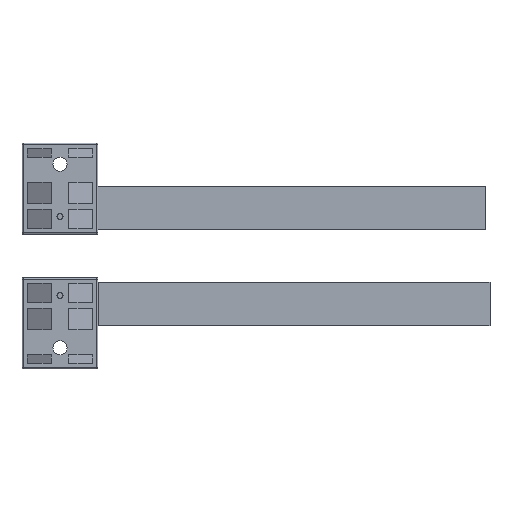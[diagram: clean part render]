
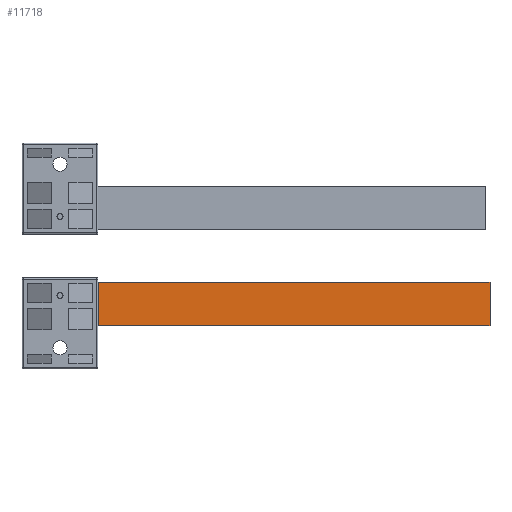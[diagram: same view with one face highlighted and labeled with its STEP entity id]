
A CAD part, front view. The second image highlights one B-rep face of the part: STEP entity #11718.
In plain terms, the highlighted face is planar.
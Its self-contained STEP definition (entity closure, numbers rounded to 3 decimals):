
#520 = CARTESIAN_POINT ( 'NONE',  ( 0., 20., 1.1 ) ) ;
#1156 = VERTEX_POINT ( 'NONE', #1816 ) ;
#1195 = DIRECTION ( 'NONE',  ( 0., -1., 0. ) ) ;
#1788 = VECTOR ( 'NONE', #9871, 1000. ) ;
#1816 = CARTESIAN_POINT ( 'NONE',  ( -180.174, 0., 1.1 ) ) ;
#1941 = EDGE_CURVE ( 'NONE', #8414, #5331, #8873, .T. ) ;
#2289 = CARTESIAN_POINT ( 'NONE',  ( 0., 0., 1.1 ) ) ;
#2911 = CARTESIAN_POINT ( 'NONE',  ( 0., 0., 1.1 ) ) ;
#3087 = PLANE ( 'NONE',  #6513 ) ;
#4157 = EDGE_CURVE ( 'NONE', #1156, #5331, #12198, .T. ) ;
#4320 = CARTESIAN_POINT ( 'NONE',  ( 0., 20., 1.1 ) ) ;
#4519 = EDGE_LOOP ( 'NONE', ( #7606, #9657, #11789, #8640 ) ) ;
#5331 = VERTEX_POINT ( 'NONE', #2911 ) ;
#5420 = VECTOR ( 'NONE', #5503, 1000. ) ;
#5503 = DIRECTION ( 'NONE',  ( 1., 0., 0. ) ) ;
#5773 = EDGE_CURVE ( 'NONE', #8646, #1156, #6187, .T. ) ;
#5874 = CARTESIAN_POINT ( 'NONE',  ( 0., 20., 1.1 ) ) ;
#6187 = LINE ( 'NONE', #10192, #7814 ) ;
#6513 = AXIS2_PLACEMENT_3D ( 'NONE', #520, #12337, #12398 ) ;
#7176 = VECTOR ( 'NONE', #9320, 1000. ) ;
#7366 = CARTESIAN_POINT ( 'NONE',  ( 0., 20., 1.1 ) ) ;
#7606 = ORIENTED_EDGE ( 'NONE', *, *, #4157, .T. ) ;
#7814 = VECTOR ( 'NONE', #1195, 1000. ) ;
#8414 = VERTEX_POINT ( 'NONE', #7366 ) ;
#8640 = ORIENTED_EDGE ( 'NONE', *, *, #5773, .T. ) ;
#8644 = EDGE_CURVE ( 'NONE', #8646, #8414, #11416, .T. ) ;
#8646 = VERTEX_POINT ( 'NONE', #12511 ) ;
#8873 = LINE ( 'NONE', #5874, #1788 ) ;
#9320 = DIRECTION ( 'NONE',  ( 1., 0., 0. ) ) ;
#9657 = ORIENTED_EDGE ( 'NONE', *, *, #1941, .F. ) ;
#9871 = DIRECTION ( 'NONE',  ( 0., -1., 0. ) ) ;
#10192 = CARTESIAN_POINT ( 'NONE',  ( -180.174, 20., 1.1 ) ) ;
#11416 = LINE ( 'NONE', #4320, #5420 ) ;
#11718 = ADVANCED_FACE ( 'NONE', ( #12277 ), #3087, .F. ) ;
#11789 = ORIENTED_EDGE ( 'NONE', *, *, #8644, .F. ) ;
#12198 = LINE ( 'NONE', #2289, #7176 ) ;
#12277 = FACE_OUTER_BOUND ( 'NONE', #4519, .T. ) ;
#12337 = DIRECTION ( 'NONE',  ( 0., 0., -1. ) ) ;
#12398 = DIRECTION ( 'NONE',  ( -1., 0., 0. ) ) ;
#12511 = CARTESIAN_POINT ( 'NONE',  ( -180.174, 20., 1.1 ) ) ;
